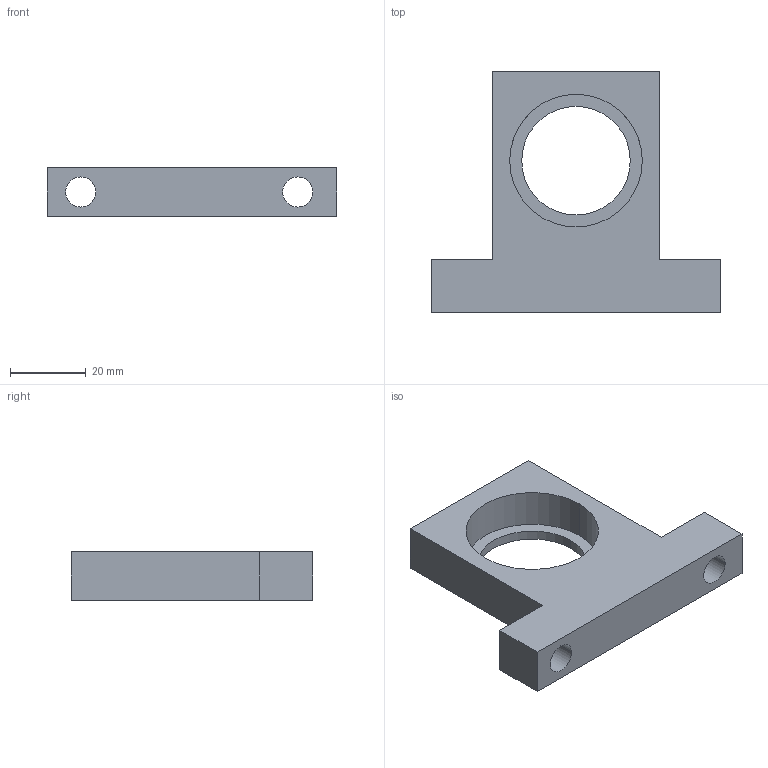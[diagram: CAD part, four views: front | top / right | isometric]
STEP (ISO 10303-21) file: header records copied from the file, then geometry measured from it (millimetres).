
FILE_DESCRIPTION((''),'2;1');
FILE_NAME('2004 Pillow Block.stp','2004-01-16T18:14:30',('Administrator'),(''),'Autodesk Inventor (tm) 5.0','Autodesk Inventor (tm) 5.0','');
FILE_SCHEMA(('CONFIG_CONTROL_DESIGN'));
Length unit declared in the file: inch
Products named in the file (1): 2004 Pillow Block
Bounding box: 76.2 x 63.5 x 12.7 mm (x, y, z)
Volume: 28462.6 mm3; surface area: 10598.1 mm2
Topology: 1 solids, 1 shells, 19 faces, 48 edges, 32 vertices
Faces by surface type: plane 10, bspline 9
Entity records: 791 total; most frequent: CARTESIAN_POINT 239, ORIENTED_EDGE 96, DIRECTION 86, EDGE_CURVE 48, VERTEX_POINT 32, VECTOR 32, LINE 32, AXIS2_PLACEMENT_3D 27
